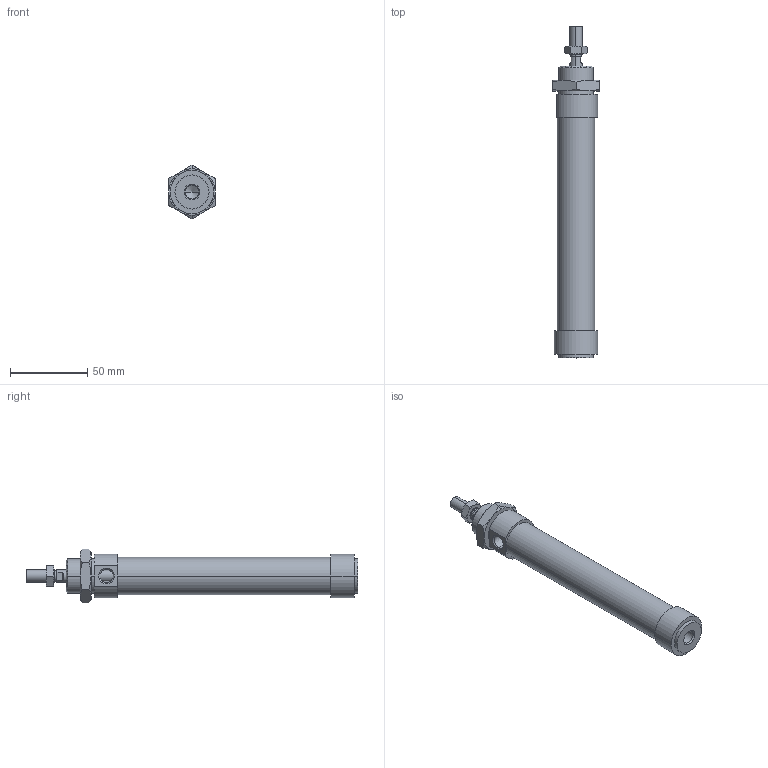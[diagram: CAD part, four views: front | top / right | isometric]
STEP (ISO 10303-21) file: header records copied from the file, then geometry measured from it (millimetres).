
FILE_DESCRIPTION((''),'2;1');
FILE_NAME('1261_20_0100.stp','2003-04-02T17:15:11',('maffial1'),(''),'Autodesk Inventor (R) 6.0','Autodesk Inventor (R) 6.0','');
FILE_SCHEMA(('AUTOMOTIVE_DESIGN { 1 0 10303 214 1 1 1 1 }'));
Length unit declared in the file: millimetre
Products named in the file (5): 1261_20_0100; S1260_20_100; C1261_20_100; 1200_20_05; 1200_20_06
Assembly tree (4 placements, depth 2):
  1261_20_0100
    S1260_20_100
    C1261_20_100
    1200_20_05
    1200_20_06
Bounding box: 30 x 214.5 x 34.64 mm (x, y, z)
Volume: 92093.4 mm3; surface area: 26271 mm2
Topology: 4 solids, 4 shells, 111 faces, 242 edges, 143 vertices
Faces by surface type: cone 36, plane 35, bspline 22, cylinder 18
Entity records: 3383 total; most frequent: CARTESIAN_POINT 981, DIRECTION 492, ORIENTED_EDGE 480, EDGE_CURVE 240, AXIS2_PLACEMENT_3D 206, VERTEX_POINT 143, EDGE_LOOP 123, FACE_OUTER_BOUND 111
